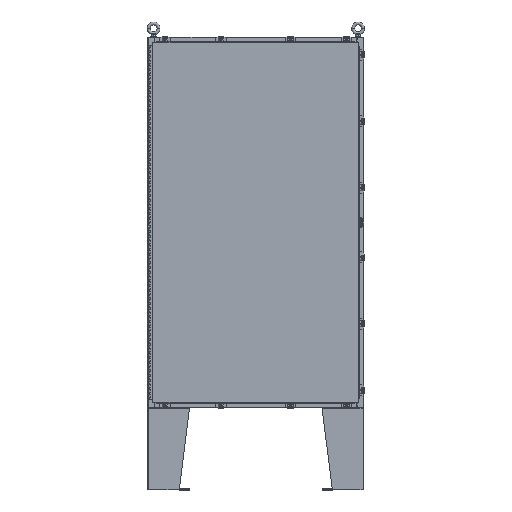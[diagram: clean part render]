
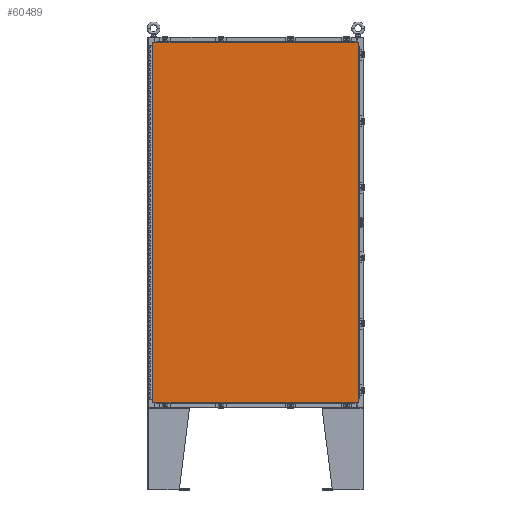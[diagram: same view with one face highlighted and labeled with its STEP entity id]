
A CAD part, top view. The second image highlights one B-rep face of the part: STEP entity #60489.
In plain terms, the highlighted planar face has unit normal (0, 0, 1).
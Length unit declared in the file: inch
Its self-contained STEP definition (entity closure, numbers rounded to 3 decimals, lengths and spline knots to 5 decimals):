
#231 = VECTOR ( 'NONE', #11209, 39.37008 ) ;
#3996 = DIRECTION ( 'NONE',  ( -1., 0., 0. ) ) ;
#4853 = VECTOR ( 'NONE', #29867, 39.37008 ) ;
#7760 = ORIENTED_EDGE ( 'NONE', *, *, #33574, .T. ) ;
#10044 = CARTESIAN_POINT ( 'NONE',  ( 19.9903, 35.0063, 0. ) ) ;
#11209 = DIRECTION ( 'NONE',  ( 0., 1., 0. ) ) ;
#11720 = VECTOR ( 'NONE', #50762, 39.37008 ) ;
#12161 = VERTEX_POINT ( 'NONE', #10044 ) ;
#12414 = EDGE_CURVE ( 'NONE', #18655, #45860, #29355, .T. ) ;
#18655 = VERTEX_POINT ( 'NONE', #60959 ) ;
#20549 = LINE ( 'NONE', #23885, #4853 ) ;
#23885 = CARTESIAN_POINT ( 'NONE',  ( -19.9903, 35.0063, 0. ) ) ;
#28164 = LINE ( 'NONE', #56924, #69866 ) ;
#29355 = LINE ( 'NONE', #62243, #11720 ) ;
#29867 = DIRECTION ( 'NONE',  ( 0., -1., 0. ) ) ;
#31078 = ORIENTED_EDGE ( 'NONE', *, *, #60486, .T. ) ;
#33574 = EDGE_CURVE ( 'NONE', #67401, #18655, #20549, .T. ) ;
#35544 = LINE ( 'NONE', #52668, #231 ) ;
#39579 = DIRECTION ( 'NONE',  ( 0., 0., -1. ) ) ;
#42145 = FACE_OUTER_BOUND ( 'NONE', #42692, .T. ) ;
#42692 = EDGE_LOOP ( 'NONE', ( #53525, #57344, #31078, #7760 ) ) ;
#43734 = AXIS2_PLACEMENT_3D ( 'NONE', #74972, #39579, #3996 ) ;
#45860 = VERTEX_POINT ( 'NONE', #62866 ) ;
#47501 = CARTESIAN_POINT ( 'NONE',  ( -19.9903, 35.0063, 0. ) ) ;
#48804 = EDGE_CURVE ( 'NONE', #45860, #12161, #35544, .T. ) ;
#50762 = DIRECTION ( 'NONE',  ( 1., 0., 0. ) ) ;
#52668 = CARTESIAN_POINT ( 'NONE',  ( 19.9903, -35.0063, 0. ) ) ;
#53525 = ORIENTED_EDGE ( 'NONE', *, *, #12414, .T. ) ;
#56924 = CARTESIAN_POINT ( 'NONE',  ( 19.9903, 35.0063, 0. ) ) ;
#57344 = ORIENTED_EDGE ( 'NONE', *, *, #48804, .T. ) ;
#60486 = EDGE_CURVE ( 'NONE', #12161, #67401, #28164, .T. ) ;
#60489 = ADVANCED_FACE ( 'NONE', ( #42145 ), #63081, .F. ) ;
#60959 = CARTESIAN_POINT ( 'NONE',  ( -19.9903, -35.0063, 0. ) ) ;
#62243 = CARTESIAN_POINT ( 'NONE',  ( -19.9903, -35.0063, 0. ) ) ;
#62866 = CARTESIAN_POINT ( 'NONE',  ( 19.9903, -35.0063, 0. ) ) ;
#63081 = PLANE ( 'NONE',  #43734 ) ;
#67401 = VERTEX_POINT ( 'NONE', #47501 ) ;
#69070 = DIRECTION ( 'NONE',  ( -1., 0., 0. ) ) ;
#69866 = VECTOR ( 'NONE', #69070, 39.37008 ) ;
#74972 = CARTESIAN_POINT ( 'NONE',  ( 0., 0., 0. ) ) ;
